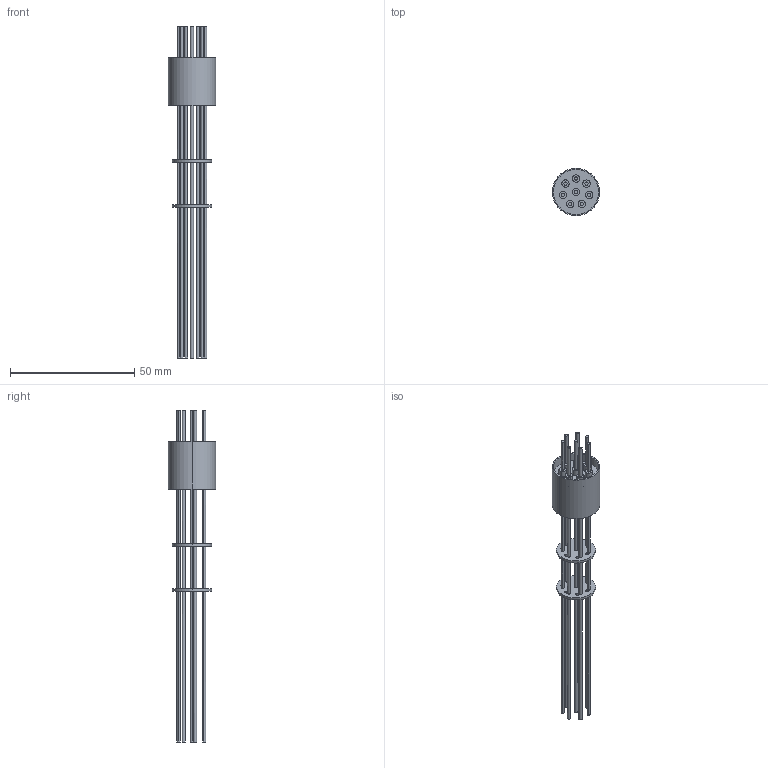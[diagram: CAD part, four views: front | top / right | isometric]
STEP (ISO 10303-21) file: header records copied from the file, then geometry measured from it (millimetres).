
FILE_DESCRIPTION (( 'STEP AP203' ), '1' );
FILE_NAME ('A0860-1-W.STEP', '2013-05-09T12:26:09', ( '' ), ( '' ), 'SwSTEP 2.0', 'SolidWorks 2012', '' );
FILE_SCHEMA (( 'CONFIG_CONTROL_DESIGN' ));
Length unit declared in the file: inch
Products named in the file (1): A0860-1-W
Bounding box: 18.97 x 18.97 x 133.35 mm (x, y, z)
Volume: 3489.1 mm3; surface area: 8630.8 mm2
Topology: 1 solids, 4 shells, 254 faces, 632 edges, 406 vertices
Faces by surface type: cylinder 164, plane 56, cone 18, torus 16
Entity records: 7947 total; most frequent: DIRECTION 1564, CARTESIAN_POINT 1293, ORIENTED_EDGE 1264, AXIS2_PLACEMENT_3D 677, EDGE_CURVE 632, CIRCLE 422, VERTEX_POINT 406, EDGE_LOOP 336
